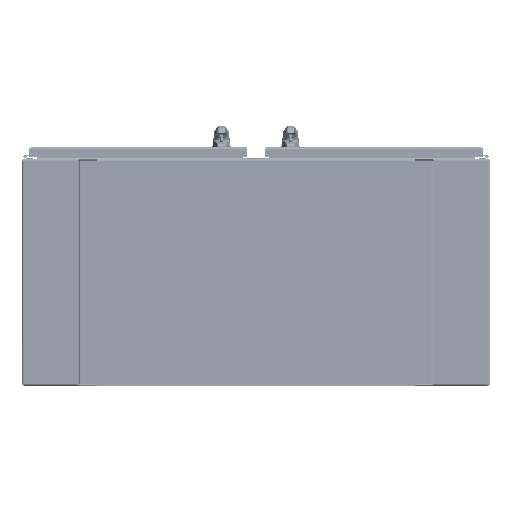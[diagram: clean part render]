
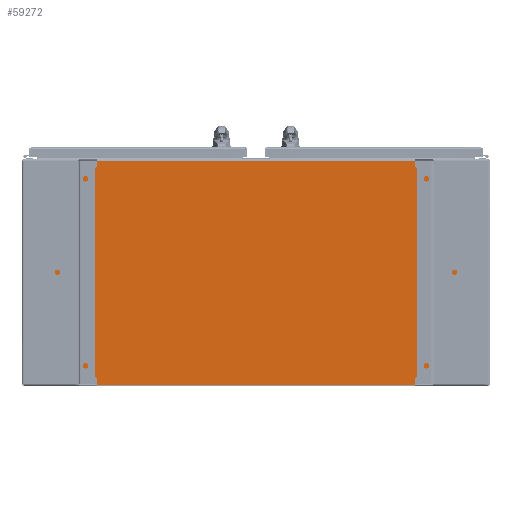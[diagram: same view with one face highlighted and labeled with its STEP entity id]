
A CAD part, front view. The second image highlights one B-rep face of the part: STEP entity #59272.
In plain terms, the highlighted face is planar.
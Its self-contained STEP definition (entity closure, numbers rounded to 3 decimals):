
#3431=PLANE('',#63164);
#5191=FACE_OUTER_BOUND('',#8887,.T.);
#8887=EDGE_LOOP('',(#40824,#40825,#40826,#40827));
#16539=LINE('',#89021,#21298);
#16544=LINE('',#89035,#21303);
#16546=LINE('',#89040,#21305);
#16548=LINE('',#89044,#21307);
#21298=VECTOR('',#70678,23.763);
#21303=VECTOR('',#70689,23.763);
#21305=VECTOR('',#70697,49.482);
#21307=VECTOR('',#70703,49.482);
#25983=VERTEX_POINT('',#89018);
#25984=VERTEX_POINT('',#89020);
#25989=VERTEX_POINT('',#89032);
#25990=VERTEX_POINT('',#89034);
#31687=EDGE_CURVE('',#25983,#25984,#16539,.T.);
#31694=EDGE_CURVE('',#25989,#25990,#16544,.T.);
#31697=EDGE_CURVE('',#25983,#25990,#16546,.T.);
#31699=EDGE_CURVE('',#25984,#25989,#16548,.T.);
#40824=ORIENTED_EDGE('',*,*,#31697,.T.);
#40825=ORIENTED_EDGE('',*,*,#31694,.F.);
#40826=ORIENTED_EDGE('',*,*,#31699,.F.);
#40827=ORIENTED_EDGE('',*,*,#31687,.F.);
#59272=ADVANCED_FACE('',(#5191),#3431,.F.);
#63164=AXIS2_PLACEMENT_3D('',#89045,#70704,#70705);
#70678=DIRECTION('',(0.,-1.,0.));
#70689=DIRECTION('',(0.,1.,0.));
#70697=DIRECTION('',(1.,0.,0.));
#70703=DIRECTION('',(1.,0.,0.));
#70704=DIRECTION('center_axis',(0.,0.,1.));
#70705=DIRECTION('ref_axis',(1.,0.,0.));
#89018=CARTESIAN_POINT('',(0.,23.763,0.));
#89020=CARTESIAN_POINT('',(0.,0.,0.));
#89021=CARTESIAN_POINT('',(0.,23.857,0.));
#89032=CARTESIAN_POINT('',(49.482,0.,0.));
#89034=CARTESIAN_POINT('',(49.482,23.763,0.));
#89035=CARTESIAN_POINT('',(49.482,0.,0.));
#89040=CARTESIAN_POINT('',(12.371,23.763,0.));
#89044=CARTESIAN_POINT('',(0.,0.,0.));
#89045=CARTESIAN_POINT('Origin',(24.741,11.929,0.));
